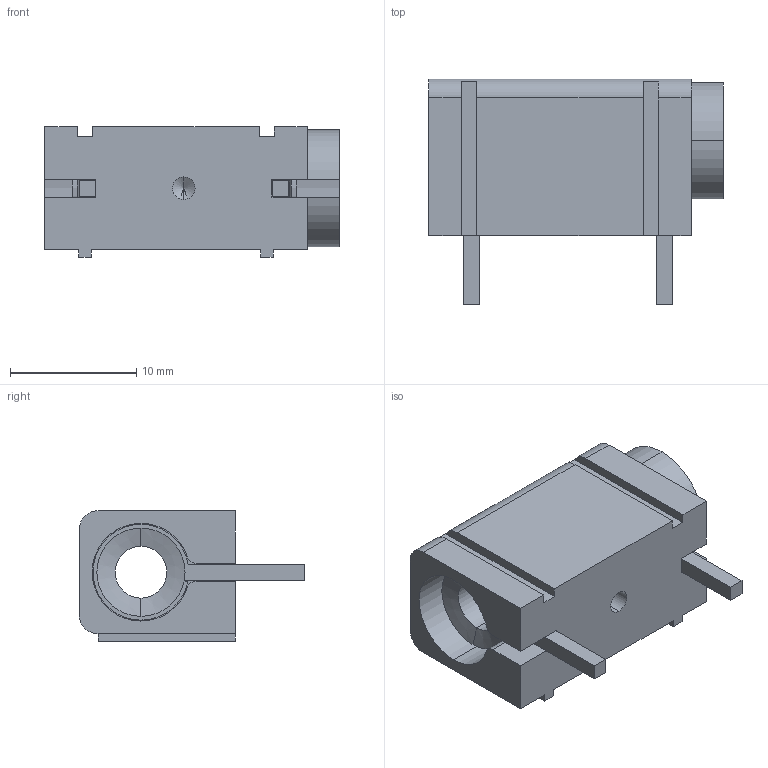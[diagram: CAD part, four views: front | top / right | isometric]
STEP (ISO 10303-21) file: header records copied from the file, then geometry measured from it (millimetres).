
FILE_DESCRIPTION (( 'STEP AP214' ), '1' );
FILE_NAME ('571-0500.STEP', '2023-03-04T11:46:57', ( 'ADMIN' ), ( '' ), 'SwSTEP 2.0', 'SolidWorks 2016', '' );
FILE_SCHEMA (( 'AUTOMOTIVE_DESIGN' ));
Length unit declared in the file: millimetre
Products named in the file (1): 571-0500
Bounding box: 23.37 x 17.9 x 10.35 mm (x, y, z)
Volume: 2072.4 mm3; surface area: 2736.9 mm2
Topology: 4 solids, 4 shells, 192 faces, 493 edges, 319 vertices
Faces by surface type: plane 113, cylinder 45, bspline 24, cone 10
Entity records: 7222 total; most frequent: CARTESIAN_POINT 2555, ORIENTED_EDGE 982, DIRECTION 891, EDGE_CURVE 491, LINE 349, VECTOR 349, VERTEX_POINT 319, AXIS2_PLACEMENT_3D 271
